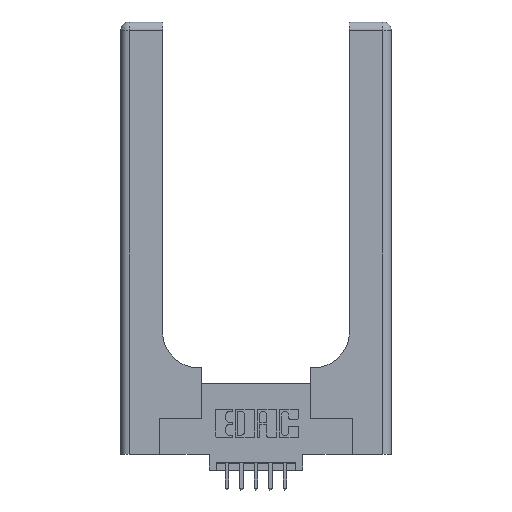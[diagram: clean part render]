
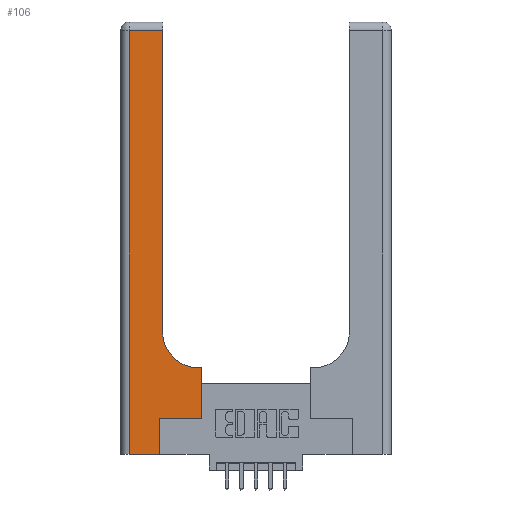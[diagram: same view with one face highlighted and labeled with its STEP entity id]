
A CAD part, top view. The second image highlights one B-rep face of the part: STEP entity #106.
In plain terms, the highlighted planar face has unit normal (0, 0, 1).
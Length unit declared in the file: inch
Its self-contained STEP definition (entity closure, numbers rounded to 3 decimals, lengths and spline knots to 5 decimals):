
#106 = ADVANCED_FACE ( 'NONE', ( #8993 ), #785, .F. ) ;
#117 = CARTESIAN_POINT ( 'NONE',  ( 0.269, 0., 0.37 ) ) ;
#159 = ORIENTED_EDGE ( 'NONE', *, *, #3621, .T. ) ;
#406 = ORIENTED_EDGE ( 'NONE', *, *, #7324, .T. ) ;
#785 = PLANE ( 'NONE',  #10225 ) ;
#1288 = CARTESIAN_POINT ( 'NONE',  ( 0.5585, 0.25, 0.37 ) ) ;
#1645 = EDGE_CURVE ( 'NONE', #4085, #7421, #2437, .T. ) ;
#1670 = ORIENTED_EDGE ( 'NONE', *, *, #1645, .T. ) ;
#1837 = DIRECTION ( 'NONE',  ( 0., 0., -1. ) ) ;
#1896 = ORIENTED_EDGE ( 'NONE', *, *, #11710, .T. ) ;
#2437 = LINE ( 'NONE', #1288, #2603 ) ;
#2603 = VECTOR ( 'NONE', #6646, 39.37008 ) ;
#2608 = CARTESIAN_POINT ( 'NONE',  ( 0.2915, 0.6, 0.37 ) ) ;
#3067 = VECTOR ( 'NONE', #9985, 39.37008 ) ;
#3107 = EDGE_CURVE ( 'NONE', #10233, #4085, #7898, .T. ) ;
#3621 = EDGE_CURVE ( 'NONE', #7421, #10913, #7395, .T. ) ;
#3765 = CARTESIAN_POINT ( 'NONE',  ( 0.2915, 3., 0.37 ) ) ;
#3977 = VECTOR ( 'NONE', #12989, 39.37008 ) ;
#4085 = VERTEX_POINT ( 'NONE', #7698 ) ;
#4102 = DIRECTION ( 'NONE',  ( 0., 0., -1. ) ) ;
#4537 = LINE ( 'NONE', #3765, #7438 ) ;
#5129 = VECTOR ( 'NONE', #13917, 39.37008 ) ;
#5270 = ORIENTED_EDGE ( 'NONE', *, *, #3107, .T. ) ;
#5316 = EDGE_CURVE ( 'NONE', #10913, #8677, #6305, .T. ) ;
#5347 = CARTESIAN_POINT ( 'NONE',  ( 0.06, 3., 0.37 ) ) ;
#5605 = CARTESIAN_POINT ( 'NONE',  ( 0.269, 0.25, 0.37 ) ) ;
#5683 = ORIENTED_EDGE ( 'NONE', *, *, #9117, .T. ) ;
#5971 = LINE ( 'NONE', #10986, #3067 ) ;
#6305 = CIRCLE ( 'NONE', #10185, 0.25 ) ;
#6365 = CARTESIAN_POINT ( 'NONE',  ( 0.269, 0.25, 0.37 ) ) ;
#6450 = CARTESIAN_POINT ( 'NONE',  ( 0., 0., 0.37 ) ) ;
#6543 = CARTESIAN_POINT ( 'NONE',  ( 0.5585, 0.6, 0.37 ) ) ;
#6646 = DIRECTION ( 'NONE',  ( 0., 1., 0. ) ) ;
#6743 = CARTESIAN_POINT ( 'NONE',  ( 0.2915, 0.85, 0.37 ) ) ;
#7022 = VECTOR ( 'NONE', #8482, 39.37008 ) ;
#7324 = EDGE_CURVE ( 'NONE', #7724, #10982, #9939, .T. ) ;
#7395 = LINE ( 'NONE', #2608, #11516 ) ;
#7421 = VERTEX_POINT ( 'NONE', #6543 ) ;
#7438 = VECTOR ( 'NONE', #11513, 39.37008 ) ;
#7698 = CARTESIAN_POINT ( 'NONE',  ( 0.5585, 0.25, 0.37 ) ) ;
#7724 = VERTEX_POINT ( 'NONE', #9105 ) ;
#7898 = LINE ( 'NONE', #6365, #7022 ) ;
#8027 = LINE ( 'NONE', #10906, #5129 ) ;
#8325 = DIRECTION ( 'NONE',  ( -1., 0., 0. ) ) ;
#8482 = DIRECTION ( 'NONE',  ( 1., 0., 0. ) ) ;
#8648 = VERTEX_POINT ( 'NONE', #117 ) ;
#8677 = VERTEX_POINT ( 'NONE', #6743 ) ;
#8681 = EDGE_CURVE ( 'NONE', #8648, #10233, #5971, .T. ) ;
#8817 = ORIENTED_EDGE ( 'NONE', *, *, #13177, .T. ) ;
#8993 = FACE_OUTER_BOUND ( 'NONE', #13761, .T. ) ;
#9105 = CARTESIAN_POINT ( 'NONE',  ( 0.06, 2.94, 0.37 ) ) ;
#9117 = EDGE_CURVE ( 'NONE', #13223, #7724, #8027, .T. ) ;
#9389 = CARTESIAN_POINT ( 'NONE',  ( 0.5415, 0.6, 0.37 ) ) ;
#9479 = CARTESIAN_POINT ( 'NONE',  ( 0.06, 0., 0.37 ) ) ;
#9502 = DIRECTION ( 'NONE',  ( 1., 0., 0. ) ) ;
#9601 = DIRECTION ( 'NONE',  ( 1., 0., 0. ) ) ;
#9939 = LINE ( 'NONE', #5347, #3977 ) ;
#9985 = DIRECTION ( 'NONE',  ( 0., 1., 0. ) ) ;
#10185 = AXIS2_PLACEMENT_3D ( 'NONE', #11747, #1837, #9502 ) ;
#10225 = AXIS2_PLACEMENT_3D ( 'NONE', #13944, #4102, #8325 ) ;
#10233 = VERTEX_POINT ( 'NONE', #5605 ) ;
#10445 = CARTESIAN_POINT ( 'NONE',  ( 0.2915, 2.94, 0.37 ) ) ;
#10805 = ORIENTED_EDGE ( 'NONE', *, *, #5316, .T. ) ;
#10906 = CARTESIAN_POINT ( 'NONE',  ( 0., 2.94, 0.37 ) ) ;
#10913 = VERTEX_POINT ( 'NONE', #9389 ) ;
#10982 = VERTEX_POINT ( 'NONE', #9479 ) ;
#10986 = CARTESIAN_POINT ( 'NONE',  ( 0.269, 0., 0.37 ) ) ;
#11432 = VECTOR ( 'NONE', #9601, 39.37008 ) ;
#11460 = DIRECTION ( 'NONE',  ( -1., 0., 0. ) ) ;
#11513 = DIRECTION ( 'NONE',  ( 0., 1., 0. ) ) ;
#11516 = VECTOR ( 'NONE', #11460, 39.37008 ) ;
#11710 = EDGE_CURVE ( 'NONE', #10982, #8648, #12813, .T. ) ;
#11747 = CARTESIAN_POINT ( 'NONE',  ( 0.5415, 0.85, 0.37 ) ) ;
#12172 = ORIENTED_EDGE ( 'NONE', *, *, #8681, .T. ) ;
#12813 = LINE ( 'NONE', #6450, #11432 ) ;
#12989 = DIRECTION ( 'NONE',  ( 0., -1., 0. ) ) ;
#13177 = EDGE_CURVE ( 'NONE', #8677, #13223, #4537, .T. ) ;
#13223 = VERTEX_POINT ( 'NONE', #10445 ) ;
#13761 = EDGE_LOOP ( 'NONE', ( #8817, #5683, #406, #1896, #12172, #5270, #1670, #159, #10805 ) ) ;
#13917 = DIRECTION ( 'NONE',  ( -1., 0., 0. ) ) ;
#13944 = CARTESIAN_POINT ( 'NONE',  ( 0., 3., 0.37 ) ) ;
